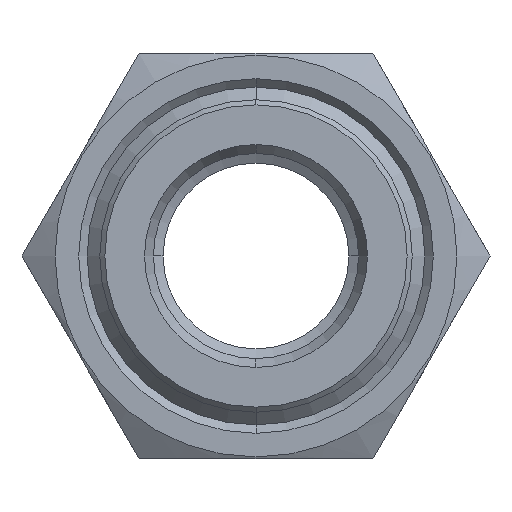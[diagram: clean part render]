
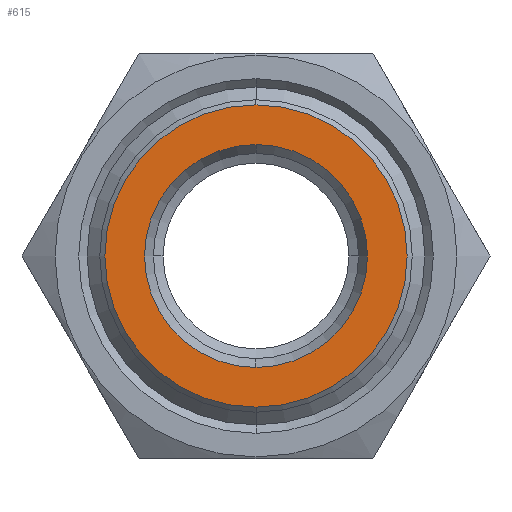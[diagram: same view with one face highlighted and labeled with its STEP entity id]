
A CAD part, front view. The second image highlights one B-rep face of the part: STEP entity #615.
In plain terms, the highlighted planar face has unit normal (0, -1, 0).
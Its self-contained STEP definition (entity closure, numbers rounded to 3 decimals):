
#1 = EDGE_CURVE ( 'NONE', #29, #30, #799, .T. ) ;
#17 = VERTEX_POINT ( 'NONE', #787 ) ;
#29 = VERTEX_POINT ( 'NONE', #750 ) ;
#30 = VERTEX_POINT ( 'NONE', #747 ) ;
#37 = VERTEX_POINT ( 'NONE', #974 ) ;
#40 = EDGE_CURVE ( 'NONE', #37, #17, #973, .T. ) ;
#594 = EDGE_CURVE ( 'NONE', #30, #29, #2092, .T. ) ;
#615 = ADVANCED_FACE ( 'NONE', ( #2283, #2282 ), #2275, .T. ) ;
#616 = EDGE_LOOP ( 'NONE', ( #617, #618 ) ) ;
#617 = ORIENTED_EDGE ( 'NONE', *, *, #40, .T. ) ;
#618 = ORIENTED_EDGE ( 'NONE', *, *, #619, .T. ) ;
#619 = EDGE_CURVE ( 'NONE', #17, #37, #2269, .T. ) ;
#620 = EDGE_LOOP ( 'NONE', ( #621, #622 ) ) ;
#621 = ORIENTED_EDGE ( 'NONE', *, *, #1, .F. ) ;
#622 = ORIENTED_EDGE ( 'NONE', *, *, #594, .F. ) ;
#747 = CARTESIAN_POINT ( 'NONE',  ( 0., -20.403, 8.95 ) ) ;
#750 = CARTESIAN_POINT ( 'NONE',  ( 0., -20.403, -8.95 ) ) ;
#787 = CARTESIAN_POINT ( 'NONE',  ( 0., -20.403, -6.6 ) ) ;
#795 = DIRECTION ( 'NONE',  ( 0., 0., -1. ) ) ;
#796 = DIRECTION ( 'NONE',  ( 0., 1., 0. ) ) ;
#797 = CARTESIAN_POINT ( 'NONE',  ( 0., -20.403, 0. ) ) ;
#798 = AXIS2_PLACEMENT_3D ( 'NONE', #797, #796, #795 ) ;
#799 = CIRCLE ( 'NONE', #798, 8.95 ) ;
#969 = DIRECTION ( 'NONE',  ( 0., 0., -1. ) ) ;
#970 = DIRECTION ( 'NONE',  ( 0., 1., 0. ) ) ;
#971 = CARTESIAN_POINT ( 'NONE',  ( 0., -20.403, 0. ) ) ;
#972 = AXIS2_PLACEMENT_3D ( 'NONE', #971, #970, #969 ) ;
#973 = CIRCLE ( 'NONE', #972, 6.6 ) ;
#974 = CARTESIAN_POINT ( 'NONE',  ( 0., -20.403, 6.6 ) ) ;
#2088 = DIRECTION ( 'NONE',  ( 0., 0., -1. ) ) ;
#2089 = DIRECTION ( 'NONE',  ( 0., 1., 0. ) ) ;
#2090 = CARTESIAN_POINT ( 'NONE',  ( 0., -20.403, 0. ) ) ;
#2091 = AXIS2_PLACEMENT_3D ( 'NONE', #2090, #2089, #2088 ) ;
#2092 = CIRCLE ( 'NONE', #2091, 8.95 ) ;
#2265 = DIRECTION ( 'NONE',  ( 0., 0., -1. ) ) ;
#2266 = DIRECTION ( 'NONE',  ( 0., 1., 0. ) ) ;
#2267 = CARTESIAN_POINT ( 'NONE',  ( 0., -20.403, 0. ) ) ;
#2268 = AXIS2_PLACEMENT_3D ( 'NONE', #2267, #2266, #2265 ) ;
#2269 = CIRCLE ( 'NONE', #2268, 6.6 ) ;
#2271 = DIRECTION ( 'NONE',  ( 0., 0., 1. ) ) ;
#2272 = DIRECTION ( 'NONE',  ( 0., -1., 0. ) ) ;
#2273 = CARTESIAN_POINT ( 'NONE',  ( 0., -20.403, 0. ) ) ;
#2274 = AXIS2_PLACEMENT_3D ( 'NONE', #2273, #2272, #2271 ) ;
#2275 = PLANE ( 'NONE',  #2274 ) ;
#2282 = FACE_OUTER_BOUND ( 'NONE', #620, .T. ) ;
#2283 = FACE_BOUND ( 'NONE', #616, .T. ) ;
